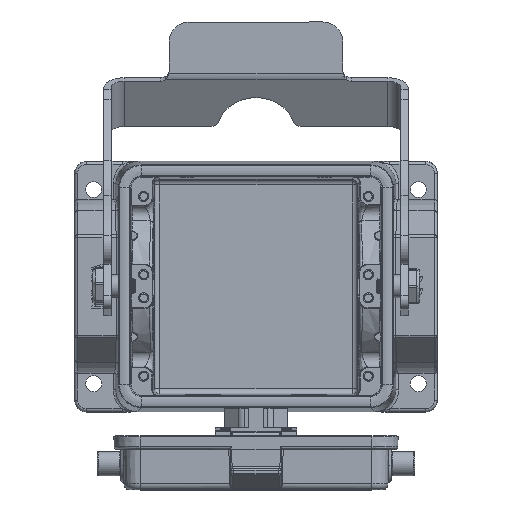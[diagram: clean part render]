
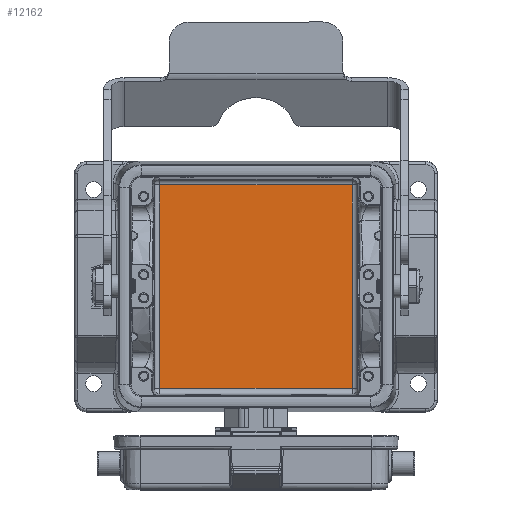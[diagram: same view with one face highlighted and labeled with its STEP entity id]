
A CAD part, top view. The second image highlights one B-rep face of the part: STEP entity #12162.
In plain terms, the highlighted planar face has unit normal (0, 0, 1).
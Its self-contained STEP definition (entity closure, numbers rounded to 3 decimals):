
#10967=FACE_OUTER_BOUND('',#17072,.T.);
#12162=ADVANCED_FACE('',(#10967),#12850,.T.);
#12850=PLANE('',#30830);
#13997=LINE('',#68014,#15402);
#13998=LINE('',#68016,#15403);
#13999=LINE('',#68019,#15404);
#14000=LINE('',#68020,#15405);
#15402=VECTOR('',#35682,1.);
#15403=VECTOR('',#35685,1.);
#15404=VECTOR('',#35686,1.);
#15405=VECTOR('',#35687,1.);
#17072=EDGE_LOOP('',(#21558,#21559,#21560,#21561));
#21558=ORIENTED_EDGE('',*,*,#27446,.T.);
#21559=ORIENTED_EDGE('',*,*,#27447,.T.);
#21560=ORIENTED_EDGE('',*,*,#27445,.T.);
#21561=ORIENTED_EDGE('',*,*,#27448,.T.);
#24823=VERTEX_POINT('',#68009);
#24824=VERTEX_POINT('',#68013);
#24825=VERTEX_POINT('',#68017);
#24826=VERTEX_POINT('',#68018);
#27445=EDGE_CURVE('',#24824,#24823,#13997,.T.);
#27446=EDGE_CURVE('',#24825,#24826,#13998,.T.);
#27447=EDGE_CURVE('',#24826,#24824,#13999,.T.);
#27448=EDGE_CURVE('',#24823,#24825,#14000,.T.);
#30830=AXIS2_PLACEMENT_3D('',#68021,#35688,#35689);
#35682=DIRECTION('',(0.,1.,0.));
#35685=DIRECTION('',(0.,-1.,0.));
#35686=DIRECTION('',(1.,0.,0.));
#35687=DIRECTION('',(-1.,0.,0.));
#35688=DIRECTION('',(0.,0.,1.));
#35689=DIRECTION('',(1.,0.,0.));
#68009=CARTESIAN_POINT('',(33.129,35.078,-37.55));
#68013=CARTESIAN_POINT('',(33.129,-35.078,-37.55));
#68014=CARTESIAN_POINT('',(33.129,-35.078,-37.55));
#68016=CARTESIAN_POINT('',(-33.129,35.078,-37.55));
#68017=CARTESIAN_POINT('',(-33.129,35.078,-37.55));
#68018=CARTESIAN_POINT('',(-33.129,-35.078,-37.55));
#68019=CARTESIAN_POINT('',(0.,-35.078,-37.55));
#68020=CARTESIAN_POINT('',(0.,35.078,-37.55));
#68021=CARTESIAN_POINT('',(0.,0.,-37.55));
